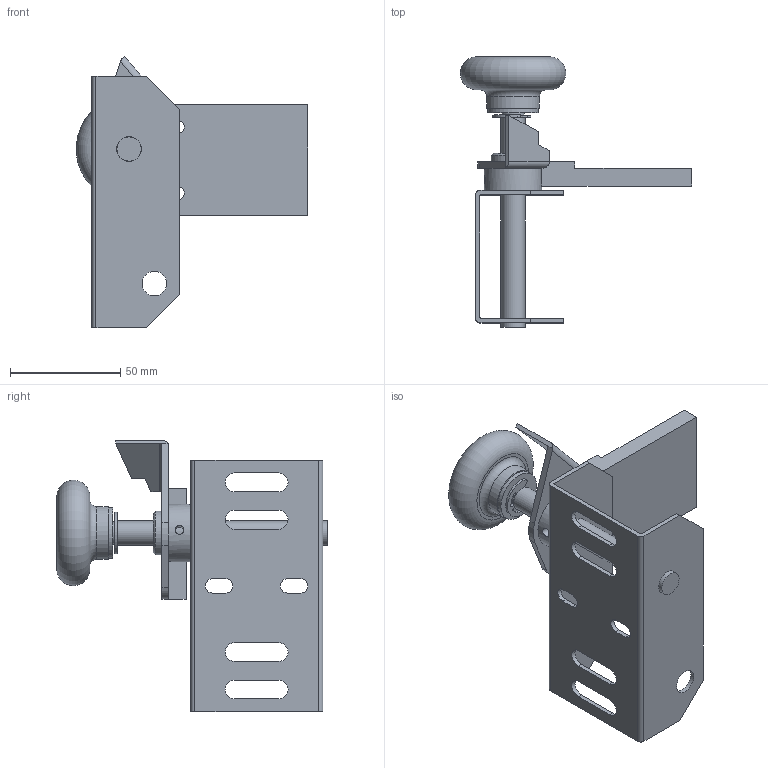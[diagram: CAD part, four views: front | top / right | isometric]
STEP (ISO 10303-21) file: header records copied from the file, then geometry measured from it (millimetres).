
FILE_DESCRIPTION(/* description */ (''),/* implementation_level */ '2;1');
FILE_NAME(/* name */ '4451G.stp',/* time_stamp */ '2018-05-07T12:19:19+02:00',/* author */ ('Giuliano'),/* organization */ (''),/* preprocessor_version */ 'ST-DEVELOPER v16.5',/* originating_system */ 'Autodesk Inventor 2017',/* authorisation */ '');
FILE_SCHEMA (('AUTOMOTIVE_DESIGN { 1 0 10303 214 3 1 1 }'));
Length unit declared in the file: millimetre
Products named in the file (1): Pièce1
Bounding box: 104.9 x 122.65 x 123 mm (x, y, z)
Volume: 100986.1 mm3; surface area: 57380.2 mm2
Topology: 2 solids, 3 shells, 235 faces, 709 edges, 464 vertices
Faces by surface type: plane 128, cylinder 104, torus 2, cone 1
Full cylindrical faces by diameter (mm): 4 x1, 6 x1, 6.2 x2, 6.5 x1, 8.2 x1, 9 x1, 10 x2, 10.2 x1, 11 x1, 11.1 x4, 12.2 x2, 15.8 x1, 16 x2, 19.9 x1, 20 x1, 23 x1, 24 x1, 25 x1, 26 x1
Entity records: 8332 total; most frequent: DIRECTION 1464, CARTESIAN_POINT 1424, ORIENTED_EDGE 1342, EDGE_CURVE 668, AXIS2_PLACEMENT_3D 563, VERTEX_POINT 452, LINE 338, VECTOR 338
